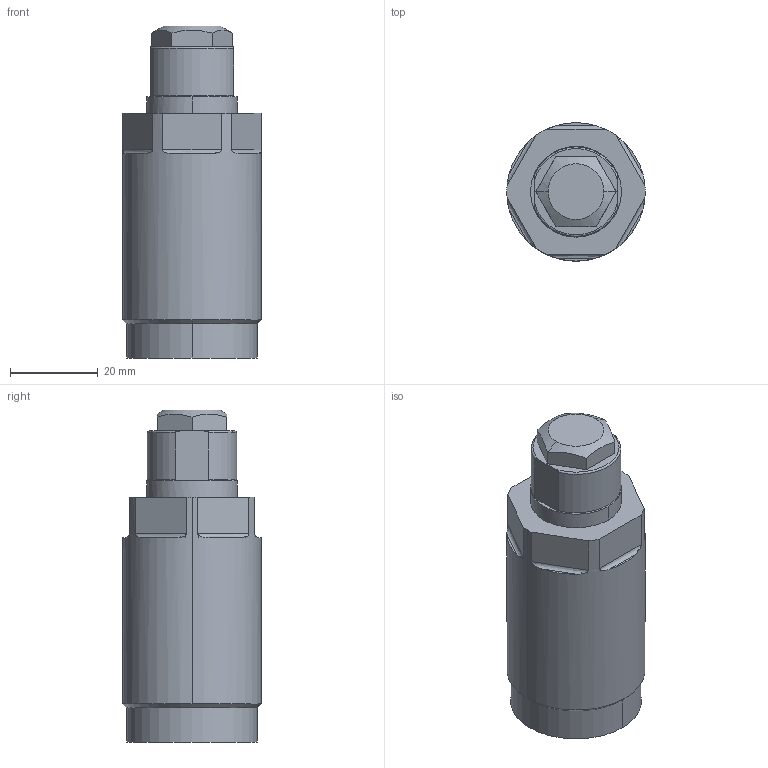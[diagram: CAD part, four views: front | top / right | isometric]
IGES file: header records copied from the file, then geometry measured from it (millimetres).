
Start section:  PTC IGES file: ilc10070807.igs
Global section: file name: ilc10070807.igs; native system: Pro/ENGINEER by Parametric Technology Corporation; preprocessor: 2007460; author: jdw; organization: Unknown; date: 20121018.144610; units: inch
Bounding box: 31.5 x 31.5 x 75.59 mm (x, y, z)
Surface area: 8401.2 mm2 (no closed solid volume)
Topology: 0 solids, 0 shells, 52 faces, 260 edges, 260 vertices
Faces by surface type: bspline 28, revolution 24
